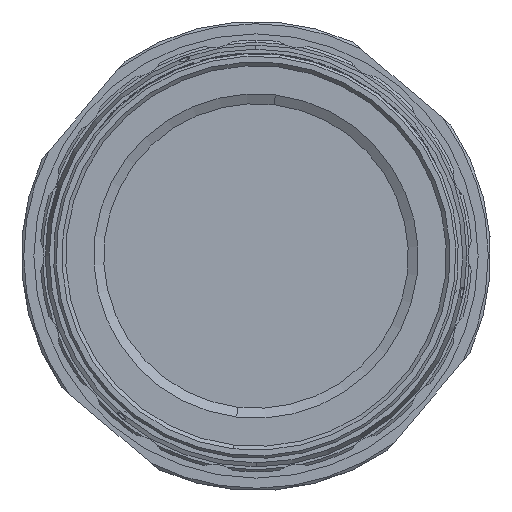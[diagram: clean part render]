
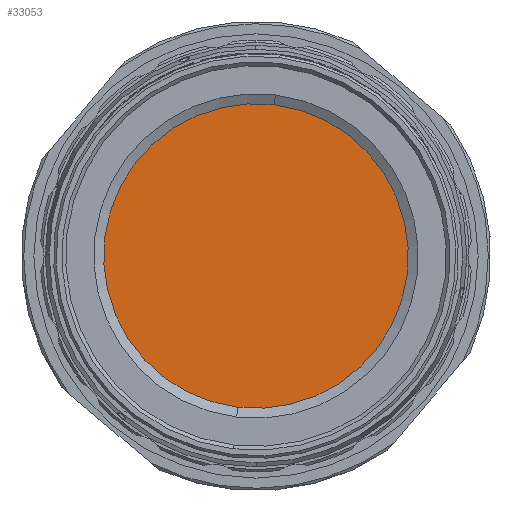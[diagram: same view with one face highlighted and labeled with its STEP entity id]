
A CAD part, left-side view. The second image highlights one B-rep face of the part: STEP entity #33053.
In plain terms, the highlighted planar face has unit normal (-1, 0, 0).
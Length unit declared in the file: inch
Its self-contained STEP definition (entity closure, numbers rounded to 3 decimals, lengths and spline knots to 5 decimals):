
#242 = CARTESIAN_POINT ( 'NONE',  ( -0.9685, 0., 0. ) ) ;
#612 = AXIS2_PLACEMENT_3D ( 'NONE', #15935, #20260, #52951 ) ;
#3333 = CARTESIAN_POINT ( 'NONE',  ( -0.9685, 0., 0. ) ) ;
#5307 = DIRECTION ( 'NONE',  ( 0., 0., -1. ) ) ;
#5808 = VERTEX_POINT ( 'NONE', #28150 ) ;
#6173 = ORIENTED_EDGE ( 'NONE', *, *, #47121, .T. ) ;
#7112 = AXIS2_PLACEMENT_3D ( 'NONE', #3333, #31372, #54427 ) ;
#7607 = CIRCLE ( 'NONE', #7112, 0.5315 ) ;
#14484 = DIRECTION ( 'NONE',  ( 1., 0., 0. ) ) ;
#15858 = AXIS2_PLACEMENT_3D ( 'NONE', #242, #14484, #5307 ) ;
#15935 = CARTESIAN_POINT ( 'NONE',  ( -0.9685, 0., 0. ) ) ;
#16215 = CIRCLE ( 'NONE', #612, 0.5315 ) ;
#20260 = DIRECTION ( 'NONE',  ( -1., 0., 0. ) ) ;
#28138 = VERTEX_POINT ( 'NONE', #44495 ) ;
#28150 = CARTESIAN_POINT ( 'NONE',  ( -0.9685, 0., 0.5315 ) ) ;
#31051 = EDGE_CURVE ( 'NONE', #5808, #28138, #16215, .T. ) ;
#31372 = DIRECTION ( 'NONE',  ( -1., 0., 0. ) ) ;
#33053 = ADVANCED_FACE ( 'NONE', ( #42495 ), #42552, .F. ) ;
#38963 = ORIENTED_EDGE ( 'NONE', *, *, #31051, .T. ) ;
#42495 = FACE_OUTER_BOUND ( 'NONE', #47162, .T. ) ;
#42552 = PLANE ( 'NONE',  #15858 ) ;
#44495 = CARTESIAN_POINT ( 'NONE',  ( -0.9685, 0., -0.5315 ) ) ;
#47121 = EDGE_CURVE ( 'NONE', #28138, #5808, #7607, .T. ) ;
#47162 = EDGE_LOOP ( 'NONE', ( #38963, #6173 ) ) ;
#52951 = DIRECTION ( 'NONE',  ( 0., 0., 1. ) ) ;
#54427 = DIRECTION ( 'NONE',  ( 0., 0., 1. ) ) ;
